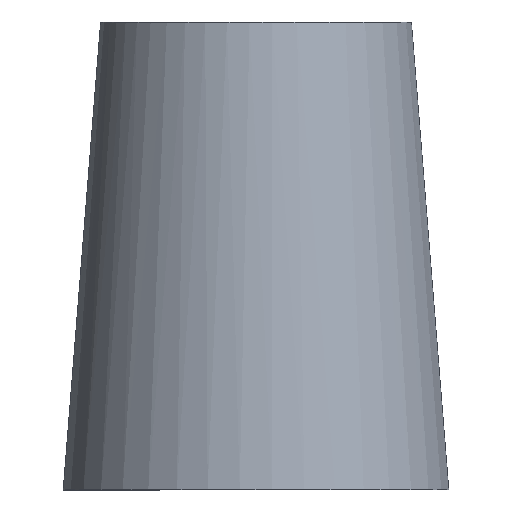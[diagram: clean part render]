
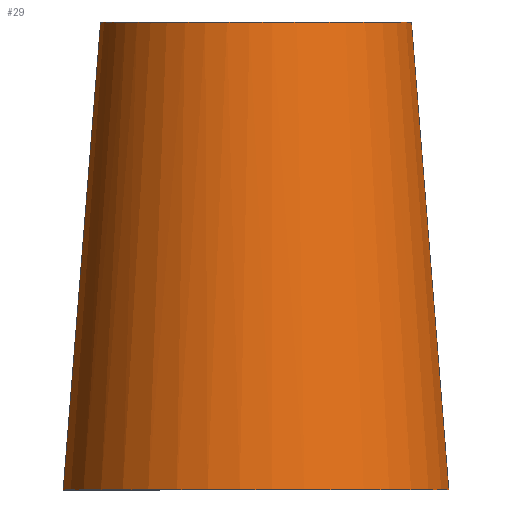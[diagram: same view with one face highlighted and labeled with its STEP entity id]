
A CAD part, left-side view. The second image highlights one B-rep face of the part: STEP entity #29.
In plain terms, the highlighted free-form (B-spline) face has degree [3, 1] with [4, 2] control points.
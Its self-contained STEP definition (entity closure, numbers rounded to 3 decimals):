
#1 = CARTESIAN_POINT ( 'NONE',  ( -1.5, -7.971, 24. ) ) ;
#4 = CARTESIAN_POINT ( 'NONE',  ( -12.937, -5.819, 24. ) ) ;
#11 = ORIENTED_EDGE ( 'NONE', *, *, #122, .F. ) ;
#12 = AXIS2_PLACEMENT_3D ( 'NONE', #21, #33, #84 ) ;
#16 = CARTESIAN_POINT ( 'NONE',  ( -12.937, 5.819, 24. ) ) ;
#17 = CARTESIAN_POINT ( 'NONE',  ( -16.538, 7.605, 0. ) ) ;
#19 = EDGE_CURVE ( 'NONE', #131, #91, #167, .T. ) ;
#21 = CARTESIAN_POINT ( 'NONE',  ( 0., 0., 0. ) ) ;
#29 = ADVANCED_FACE ( 'NONE', ( #69 ), #157, .F. ) ;
#31 = CARTESIAN_POINT ( 'NONE',  ( -12.937, -5.819, 24. ) ) ;
#32 = CARTESIAN_POINT ( 'NONE',  ( -1.5, -7.971, 24. ) ) ;
#33 = DIRECTION ( 'NONE',  ( 0., 0., 1. ) ) ;
#41 = ORIENTED_EDGE ( 'NONE', *, *, #19, .F. ) ;
#44 = CARTESIAN_POINT ( 'NONE',  ( -1.5, 7.971, 24. ) ) ;
#47 = EDGE_CURVE ( 'NONE', #77, #131, #123, .T. ) ;
#50 = CARTESIAN_POINT ( 'NONE',  ( -1.5, -9.887, 0. ) ) ;
#51 = VECTOR ( 'NONE', #67, 1000. ) ;
#58 = CARTESIAN_POINT ( 'NONE',  ( -16.538, -7.605, 0. ) ) ;
#59 = LINE ( 'NONE', #98, #135 ) ;
#67 = DIRECTION ( 'NONE',  ( 0., 0.08, -0.997 ) ) ;
#69 = FACE_OUTER_BOUND ( 'NONE', #143, .T. ) ;
#74 = CARTESIAN_POINT ( 'NONE',  ( -1.5, 7.971, 24. ) ) ;
#77 = VERTEX_POINT ( 'NONE', #1 ) ;
#79 = CARTESIAN_POINT ( 'NONE',  ( -1.5, 9.887, 0. ) ) ;
#80 = CARTESIAN_POINT ( 'NONE',  ( -12.937, 5.819, 24. ) ) ;
#84 = DIRECTION ( 'NONE',  ( -0.15, -0.989, 0. ) ) ;
#91 = VERTEX_POINT ( 'NONE', #148 ) ;
#93 = ORIENTED_EDGE ( 'NONE', *, *, #47, .F. ) ;
#95 = CARTESIAN_POINT ( 'NONE',  ( -1.5, -7.971, 24. ) ) ;
#98 = CARTESIAN_POINT ( 'NONE',  ( -1.5, -7.971, 24. ) ) ;
#102 = DIRECTION ( 'NONE',  ( 0., -0.08, -0.997 ) ) ;
#111 = CARTESIAN_POINT ( 'NONE',  ( -1.5, 7.971, 24. ) ) ;
#112 = CARTESIAN_POINT ( 'NONE',  ( -1.5, -9.887, 0. ) ) ;
#113 = CARTESIAN_POINT ( 'NONE',  ( -1.5, 7.971, 24. ) ) ;
#114 = EDGE_CURVE ( 'NONE', #77, #146, #59, .T. ) ;
#122 = EDGE_CURVE ( 'NONE', #91, #146, #165, .T. ) ;
#123 =( BOUNDED_CURVE ( )  B_SPLINE_CURVE ( 3, ( #32, #31, #16, #74 ),
 .UNSPECIFIED., .F., .T. ) 
 B_SPLINE_CURVE_WITH_KNOTS ( ( 4, 4 ),
 ( 0., 0.022 ),
 .UNSPECIFIED. ) 
 CURVE ( )  GEOMETRIC_REPRESENTATION_ITEM ( )  RATIONAL_B_SPLINE_CURVE ( ( 1., 0.457, 0.457, 1. ) ) 
 REPRESENTATION_ITEM ( '' )  );
#131 = VERTEX_POINT ( 'NONE', #113 ) ;
#133 = ORIENTED_EDGE ( 'NONE', *, *, #114, .T. ) ;
#135 = VECTOR ( 'NONE', #102, 1000. ) ;
#143 = EDGE_LOOP ( 'NONE', ( #93, #133, #11, #41 ) ) ;
#146 = VERTEX_POINT ( 'NONE', #50 ) ;
#148 = CARTESIAN_POINT ( 'NONE',  ( -1.5, 9.887, 0. ) ) ;
#157 =( BOUNDED_SURFACE ( )  B_SPLINE_SURFACE ( 3, 1, ( 
 ( #95, #112 ),
 ( #4, #58 ),
 ( #80, #17 ),
 ( #44, #79 ) ),
 .UNSPECIFIED., .F., .F., .F. ) 
 B_SPLINE_SURFACE_WITH_KNOTS ( ( 4, 4 ),
 ( 2, 2 ),
 ( 0., 1. ),
 ( 0., 1. ),
 .UNSPECIFIED. ) 
 GEOMETRIC_REPRESENTATION_ITEM ( )  RATIONAL_B_SPLINE_SURFACE ( (
 ( 1., 1.),
 ( 0.457, 0.433),
 ( 0.457, 0.433),
 ( 1., 1.) ) ) 
 REPRESENTATION_ITEM ( '' )  SURFACE ( )  );
#165 = CIRCLE ( 'NONE', #12, 10. ) ;
#167 = LINE ( 'NONE', #111, #51 ) ;
